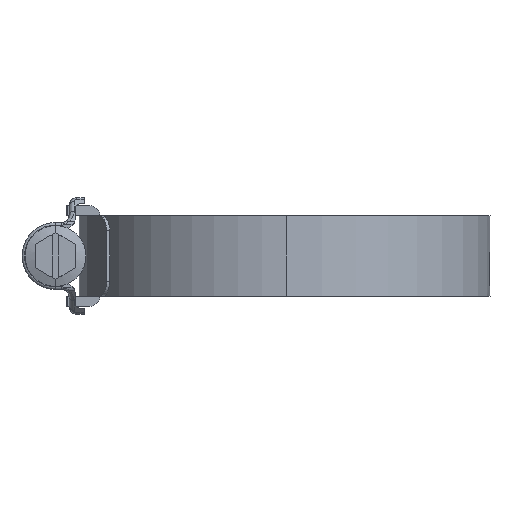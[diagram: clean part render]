
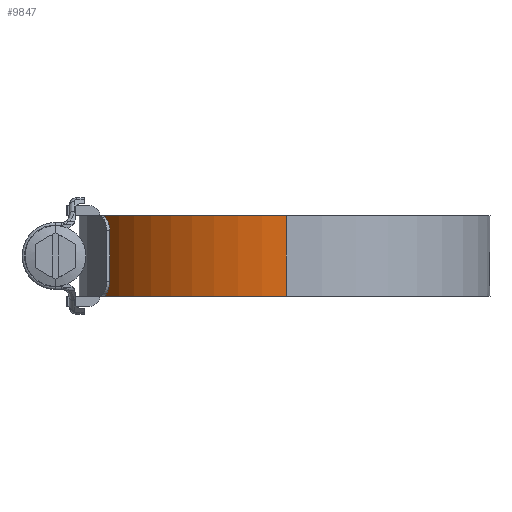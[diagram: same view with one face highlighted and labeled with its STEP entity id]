
A CAD part, left-side view. The second image highlights one B-rep face of the part: STEP entity #9847.
In plain terms, the highlighted cylindrical face has radius 40.19 mm (diameter 80.38 mm), a partial arc.
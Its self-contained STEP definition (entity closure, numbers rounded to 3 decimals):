
#1119 = CARTESIAN_POINT ( 'NONE',  ( 0., 0., 7.95 ) ) ;
#1263 = AXIS2_PLACEMENT_3D ( 'NONE', #1119, #8192, #8138 ) ;
#1443 = LINE ( 'NONE', #4608, #9798 ) ;
#1891 = CYLINDRICAL_SURFACE ( 'NONE', #6701, 40.19 ) ;
#1951 = VERTEX_POINT ( 'NONE', #9476 ) ;
#2717 = DIRECTION ( 'NONE',  ( 0., 0., -1. ) ) ;
#2960 = VERTEX_POINT ( 'NONE', #8298 ) ;
#2992 = CARTESIAN_POINT ( 'NONE',  ( -40.19, 0., -7.95 ) ) ;
#3801 = ORIENTED_EDGE ( 'NONE', *, *, #6241, .T. ) ;
#3809 = CIRCLE ( 'NONE', #5003, 40.19 ) ;
#4273 = CARTESIAN_POINT ( 'NONE',  ( 0., 40.19, 7.95 ) ) ;
#4275 = EDGE_CURVE ( 'NONE', #2960, #7151, #3809, .T. ) ;
#4608 = CARTESIAN_POINT ( 'NONE',  ( -40.19, 0., 7.95 ) ) ;
#5003 = AXIS2_PLACEMENT_3D ( 'NONE', #5424, #6365, #7027 ) ;
#5229 = DIRECTION ( 'NONE',  ( -1., 0., 0. ) ) ;
#5424 = CARTESIAN_POINT ( 'NONE',  ( 0., 0., -7.95 ) ) ;
#5439 = VERTEX_POINT ( 'NONE', #9322 ) ;
#5836 = EDGE_CURVE ( 'NONE', #1951, #5439, #6201, .T. ) ;
#6201 = CIRCLE ( 'NONE', #1263, 40.19 ) ;
#6241 = EDGE_CURVE ( 'NONE', #1951, #2960, #9527, .T. ) ;
#6365 = DIRECTION ( 'NONE',  ( 0., 0., 1. ) ) ;
#6412 = EDGE_LOOP ( 'NONE', ( #10009, #7223, #3801, #8532 ) ) ;
#6531 = EDGE_CURVE ( 'NONE', #5439, #7151, #1443, .T. ) ;
#6536 = VECTOR ( 'NONE', #8984, 1000. ) ;
#6701 = AXIS2_PLACEMENT_3D ( 'NONE', #9900, #2717, #5229 ) ;
#6956 = DIRECTION ( 'NONE',  ( 0., 0., -1. ) ) ;
#7027 = DIRECTION ( 'NONE',  ( 1., 0., 0. ) ) ;
#7151 = VERTEX_POINT ( 'NONE', #2992 ) ;
#7223 = ORIENTED_EDGE ( 'NONE', *, *, #5836, .F. ) ;
#8138 = DIRECTION ( 'NONE',  ( 1., 0., 0. ) ) ;
#8192 = DIRECTION ( 'NONE',  ( 0., 0., 1. ) ) ;
#8298 = CARTESIAN_POINT ( 'NONE',  ( 0., 40.19, -7.95 ) ) ;
#8532 = ORIENTED_EDGE ( 'NONE', *, *, #4275, .T. ) ;
#8984 = DIRECTION ( 'NONE',  ( 0., 0., -1. ) ) ;
#9322 = CARTESIAN_POINT ( 'NONE',  ( -40.19, 0., 7.95 ) ) ;
#9476 = CARTESIAN_POINT ( 'NONE',  ( 0., 40.19, 7.95 ) ) ;
#9527 = LINE ( 'NONE', #4273, #6536 ) ;
#9762 = FACE_OUTER_BOUND ( 'NONE', #6412, .T. ) ;
#9798 = VECTOR ( 'NONE', #6956, 1000. ) ;
#9847 = ADVANCED_FACE ( 'NONE', ( #9762 ), #1891, .T. ) ;
#9900 = CARTESIAN_POINT ( 'NONE',  ( 0., 0., 7.95 ) ) ;
#10009 = ORIENTED_EDGE ( 'NONE', *, *, #6531, .F. ) ;
